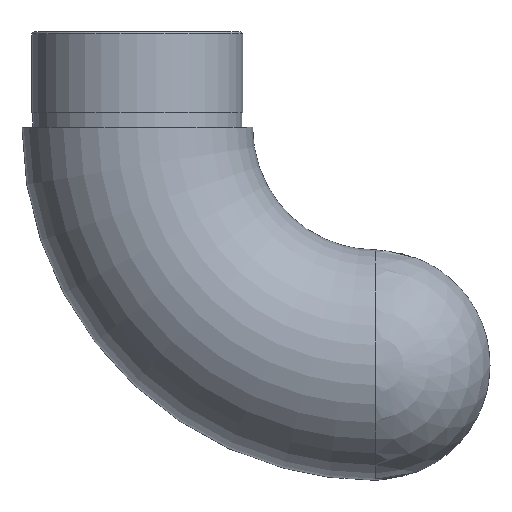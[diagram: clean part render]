
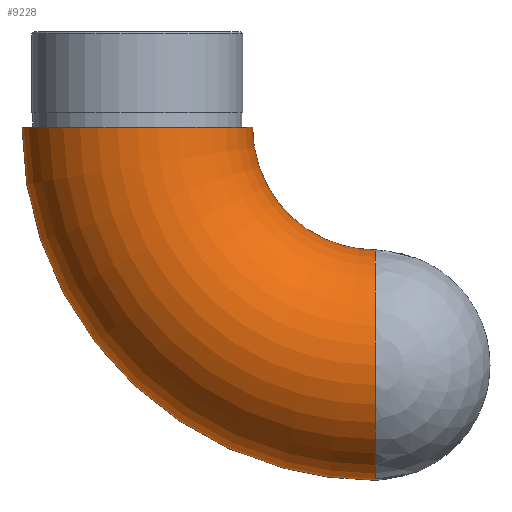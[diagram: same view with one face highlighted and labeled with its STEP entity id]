
A CAD part, left-side view. The second image highlights one B-rep face of the part: STEP entity #9228.
In plain terms, the highlighted toroidal (fillet/blend) face has major radius 49.85 mm and minor radius 24.15 mm.
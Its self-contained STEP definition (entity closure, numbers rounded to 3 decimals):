
#7 = AXIS2_PLACEMENT_3D ( 'NONE', #6467, #3025, #9080 ) ;
#1050 = EDGE_CURVE ( 'NONE', #9251, #9251, #7818, .T. ) ;
#2229 = AXIS2_PLACEMENT_3D ( 'NONE', #5197, #4183, #8652 ) ;
#2231 = FACE_OUTER_BOUND ( 'NONE', #5400, .T. ) ;
#3025 = DIRECTION ( 'NONE',  ( -1., 0., 0. ) ) ;
#3126 = EDGE_CURVE ( 'NONE', #6273, #6273, #4251, .T. ) ;
#3389 = CARTESIAN_POINT ( 'NONE',  ( 0., 49.85, 0. ) ) ;
#3446 = TOROIDAL_SURFACE ( 'NONE', #7, 49.85, 24.15 ) ;
#3821 = CARTESIAN_POINT ( 'NONE',  ( 0., 0., -74. ) ) ;
#4119 = ORIENTED_EDGE ( 'NONE', *, *, #3126, .F. ) ;
#4183 = DIRECTION ( 'NONE',  ( 0., -1., 0. ) ) ;
#4251 = CIRCLE ( 'NONE', #2229, 24.15 ) ;
#4316 = EDGE_LOOP ( 'NONE', ( #4119 ) ) ;
#4917 = ORIENTED_EDGE ( 'NONE', *, *, #1050, .F. ) ;
#5197 = CARTESIAN_POINT ( 'NONE',  ( 0., 0., -49.85 ) ) ;
#5400 = EDGE_LOOP ( 'NONE', ( #4917 ) ) ;
#6273 = VERTEX_POINT ( 'NONE', #3821 ) ;
#6467 = CARTESIAN_POINT ( 'NONE',  ( 0., 0., 0. ) ) ;
#6800 = DIRECTION ( 'NONE',  ( 0., 0., 1. ) ) ;
#7818 = CIRCLE ( 'NONE', #10694, 24.15 ) ;
#8541 = DIRECTION ( 'NONE',  ( 0., -1., 0. ) ) ;
#8652 = DIRECTION ( 'NONE',  ( 0., 0., -1. ) ) ;
#9012 = CARTESIAN_POINT ( 'NONE',  ( 0., 25.7, 0. ) ) ;
#9080 = DIRECTION ( 'NONE',  ( 0., 0., 1. ) ) ;
#9228 = ADVANCED_FACE ( 'NONE', ( #2231, #11160 ), #3446, .T. ) ;
#9251 = VERTEX_POINT ( 'NONE', #9012 ) ;
#10694 = AXIS2_PLACEMENT_3D ( 'NONE', #3389, #6800, #8541 ) ;
#11160 = FACE_OUTER_BOUND ( 'NONE', #4316, .T. ) ;
